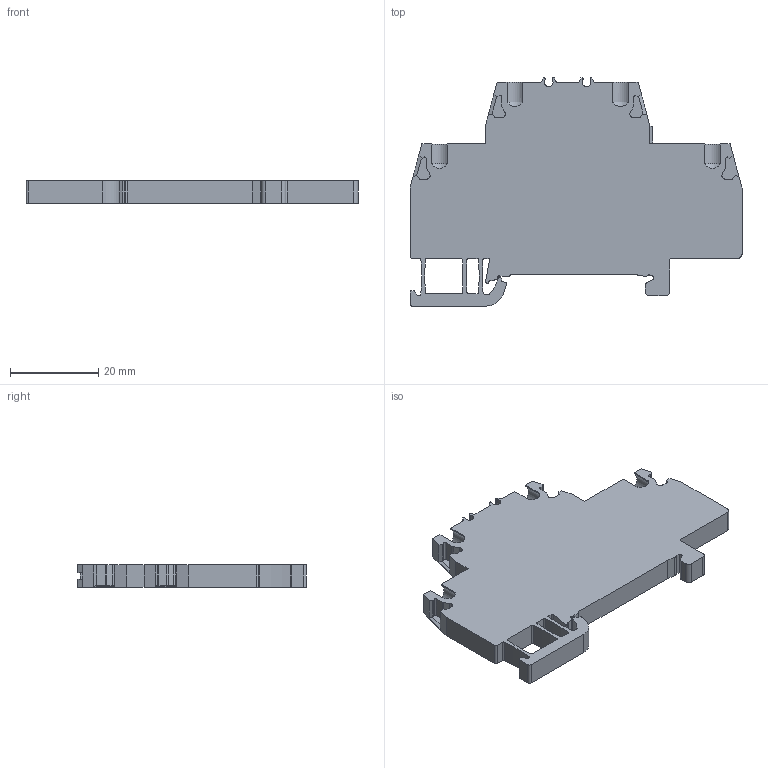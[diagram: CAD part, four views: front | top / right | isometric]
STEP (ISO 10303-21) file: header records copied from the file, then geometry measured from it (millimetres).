
FILE_DESCRIPTION(/* description */ (''),/* implementation_level */ '2;1');
FILE_NAME(/* name */ '3234_FRKD25_DU_PE_iso.stp',/* time_stamp */ '2011-07-29T12:08:19+02:00',/* author */ (''),/* organization */ (''),/* preprocessor_version */ 'ST-DEVELOPER v11',/* originating_system */ 'SIEMENS UGS NX 6.0',/* authorisation */ '');
FILE_SCHEMA (('CONFIG_CONTROL_DESIGN'));
Length unit declared in the file: millimetre
Products named in the file (1): 3234_FRKD25_DU_PE_iso
Bounding box: 75.4 x 51.8 x 5.1 mm (x, y, z)
Volume: 12444.9 mm3; surface area: 8248 mm2
Topology: 1 solids, 1 shells, 467 faces, 1338 edges, 869 vertices
Faces by surface type: plane 238, cylinder 168, bspline 52, cone 9
Entity records: 21968 total; most frequent: CARTESIAN_POINT 9886, ORIENTED_EDGE 2676, DIRECTION 2349, EDGE_CURVE 1338, VERTEX_POINT 869, LINE 831, VECTOR 831, AXIS2_PLACEMENT_3D 759
